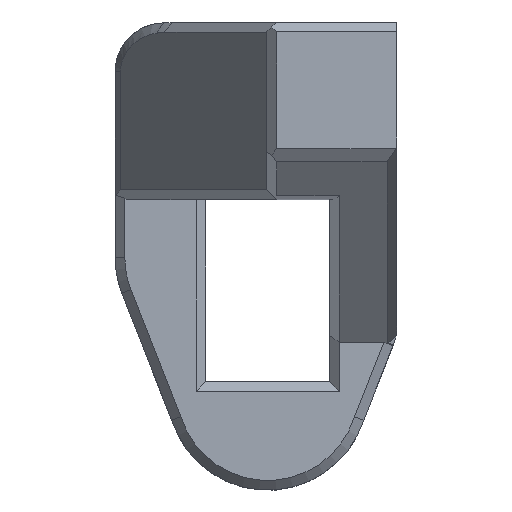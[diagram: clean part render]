
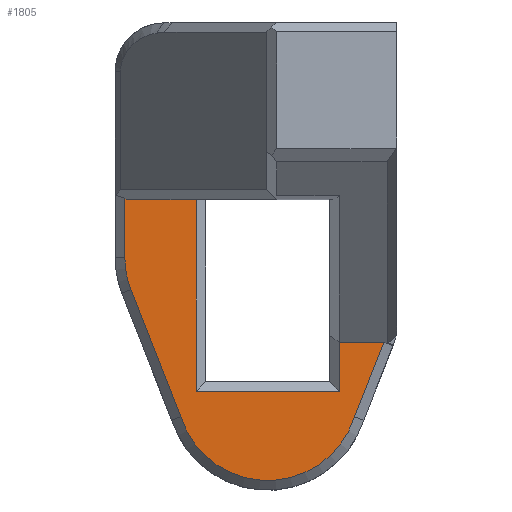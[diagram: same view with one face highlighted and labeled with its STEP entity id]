
A CAD part, top view. The second image highlights one B-rep face of the part: STEP entity #1805.
In plain terms, the highlighted planar face has unit normal (0, 0, 1).
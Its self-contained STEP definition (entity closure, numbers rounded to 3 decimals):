
#50=CIRCLE('',#1907,5.6);
#52=CIRCLE('',#1911,5.4);
#121=FACE_OUTER_BOUND('',#223,.T.);
#223=EDGE_LOOP('',(#1449,#1450,#1451,#1452,#1453,#1454,#1455,#1456,#1457,
#1458,#1459));
#365=LINE('',#2738,#591);
#367=LINE('',#2742,#593);
#370=LINE('',#2748,#596);
#382=LINE('',#2771,#608);
#388=LINE('',#2796,#614);
#390=LINE('',#2804,#616);
#405=LINE('',#2868,#631);
#418=LINE('',#2890,#644);
#419=LINE('',#2893,#645);
#591=VECTOR('',#2143,1.);
#593=VECTOR('',#2147,1.);
#596=VECTOR('',#2152,1.);
#608=VECTOR('',#2172,1.);
#614=VECTOR('',#2186,1.);
#616=VECTOR('',#2196,1.);
#631=VECTOR('',#2231,1.);
#644=VECTOR('',#2254,1.);
#645=VECTOR('',#2259,1.);
#816=VERTEX_POINT('',#2735);
#817=VERTEX_POINT('',#2737);
#818=VERTEX_POINT('',#2741);
#820=VERTEX_POINT('',#2747);
#826=VERTEX_POINT('',#2768);
#827=VERTEX_POINT('',#2770);
#831=VERTEX_POINT('',#2783);
#833=VERTEX_POINT('',#2792);
#834=VERTEX_POINT('',#2794);
#836=VERTEX_POINT('',#2799);
#848=VERTEX_POINT('',#2866);
#1006=EDGE_CURVE('',#816,#817,#365,.T.);
#1008=EDGE_CURVE('',#817,#818,#367,.T.);
#1011=EDGE_CURVE('',#818,#820,#370,.T.);
#1023=EDGE_CURVE('',#826,#827,#382,.T.);
#1028=EDGE_CURVE('',#827,#831,#50,.T.);
#1033=EDGE_CURVE('',#834,#833,#388,.T.);
#1035=EDGE_CURVE('',#836,#834,#52,.T.);
#1037=EDGE_CURVE('',#831,#836,#390,.T.);
#1057=EDGE_CURVE('',#848,#816,#405,.T.);
#1070=EDGE_CURVE('',#826,#820,#418,.T.);
#1071=EDGE_CURVE('',#833,#848,#419,.F.);
#1449=ORIENTED_EDGE('',*,*,#1006,.F.);
#1450=ORIENTED_EDGE('',*,*,#1057,.F.);
#1451=ORIENTED_EDGE('',*,*,#1071,.F.);
#1452=ORIENTED_EDGE('',*,*,#1033,.F.);
#1453=ORIENTED_EDGE('',*,*,#1035,.F.);
#1454=ORIENTED_EDGE('',*,*,#1037,.F.);
#1455=ORIENTED_EDGE('',*,*,#1028,.F.);
#1456=ORIENTED_EDGE('',*,*,#1023,.F.);
#1457=ORIENTED_EDGE('',*,*,#1070,.T.);
#1458=ORIENTED_EDGE('',*,*,#1011,.F.);
#1459=ORIENTED_EDGE('',*,*,#1008,.F.);
#1712=PLANE('',#1931);
#1805=ADVANCED_FACE('',(#121),#1712,.T.);
#1907=AXIS2_PLACEMENT_3D('',#2784,#2178,#2179);
#1911=AXIS2_PLACEMENT_3D('',#2801,#2190,#2191);
#1931=AXIS2_PLACEMENT_3D('',#2894,#2260,#2261);
#2143=DIRECTION('',(0.,-1.,0.));
#2147=DIRECTION('',(1.,0.,0.));
#2152=DIRECTION('',(0.,1.,0.));
#2172=DIRECTION('',(-0.366,-0.931,0.));
#2178=DIRECTION('center_axis',(0.,0.,-1.));
#2179=DIRECTION('ref_axis',(-0.952,-0.306,0.));
#2186=DIRECTION('',(0.,1.,0.));
#2190=DIRECTION('center_axis',(0.,0.,-1.));
#2191=DIRECTION('ref_axis',(-0.983,-0.186,0.));
#2196=DIRECTION('',(-0.366,0.931,0.));
#2231=DIRECTION('',(1.,0.,0.));
#2254=DIRECTION('',(-1.,0.,0.));
#2259=DIRECTION('',(-0.768,0.641,0.));
#2260=DIRECTION('center_axis',(0.,0.,1.));
#2261=DIRECTION('ref_axis',(1.,0.,0.));
#2735=CARTESIAN_POINT('',(3.2,-10.888,14.931));
#2737=CARTESIAN_POINT('',(3.2,-22.67,14.931));
#2738=CARTESIAN_POINT('',(3.2,-12.81,14.931));
#2741=CARTESIAN_POINT('',(12.003,-22.67,14.931));
#2742=CARTESIAN_POINT('',(9.728,-22.67,14.931));
#2747=CARTESIAN_POINT('',(12.003,-19.65,14.931));
#2748=CARTESIAN_POINT('',(12.003,-12.81,14.931));
#2768=CARTESIAN_POINT('',(14.741,-19.65,14.931));
#2770=CARTESIAN_POINT('',(12.939,-24.238,14.931));
#2771=CARTESIAN_POINT('',(14.23,-20.952,14.931));
#2783=CARTESIAN_POINT('',(2.264,-24.238,14.931));
#2784=CARTESIAN_POINT('Origin',(7.602,-22.543,14.931));
#2792=CARTESIAN_POINT('',(-1.178,-10.788,14.931));
#2794=CARTESIAN_POINT('',(-1.178,-14.45,14.931));
#2796=CARTESIAN_POINT('',(-1.178,-12.365,14.931));
#2799=CARTESIAN_POINT('',(-0.805,-16.424,14.931));
#2801=CARTESIAN_POINT('Origin',(4.222,-14.45,14.931));
#2804=CARTESIAN_POINT('',(0.916,-20.805,14.931));
#2866=CARTESIAN_POINT('',(-1.059,-10.888,14.931));
#2868=CARTESIAN_POINT('',(7.261,-10.888,14.931));
#2890=CARTESIAN_POINT('',(9.478,-19.65,14.931));
#2893=CARTESIAN_POINT('',(2.317,-13.704,14.931));
#2894=CARTESIAN_POINT('Origin',(7.171,-14.407,14.931));
